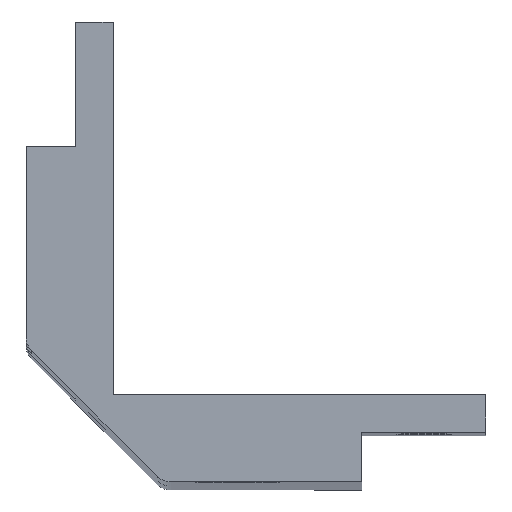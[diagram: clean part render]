
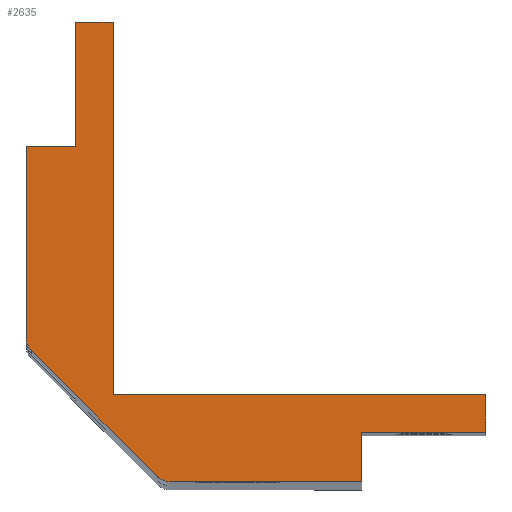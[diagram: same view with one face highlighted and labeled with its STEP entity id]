
A CAD part, top view. The second image highlights one B-rep face of the part: STEP entity #2635.
In plain terms, the highlighted planar face has unit normal (0, 0, 1).
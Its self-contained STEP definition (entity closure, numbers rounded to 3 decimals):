
#64 = EDGE_CURVE ( 'NONE', #1868, #573, #2856, .T. ) ;
#84 = CARTESIAN_POINT ( 'NONE',  ( 4., -7., 280. ) ) ;
#102 = CARTESIAN_POINT ( 'NONE',  ( -6.561, 3.561, 280. ) ) ;
#126 = CIRCLE ( 'NONE', #184, 1.5 ) ;
#159 = ORIENTED_EDGE ( 'NONE', *, *, #3242, .T. ) ;
#184 = AXIS2_PLACEMENT_3D ( 'NONE', #1616, #480, #190 ) ;
#190 = DIRECTION ( 'NONE',  ( 1., 0., 0. ) ) ;
#205 = DIRECTION ( 'NONE',  ( 0., -1., 0. ) ) ;
#243 = ORIENTED_EDGE ( 'NONE', *, *, #490, .T. ) ;
#248 = CARTESIAN_POINT ( 'NONE',  ( -3., 20., 280. ) ) ;
#328 = ORIENTED_EDGE ( 'NONE', *, *, #64, .T. ) ;
#339 = CARTESIAN_POINT ( 'NONE',  ( 20., -195.898, 280. ) ) ;
#387 = CARTESIAN_POINT ( 'NONE',  ( -195.898, 20., 280. ) ) ;
#431 = VERTEX_POINT ( 'NONE', #1523 ) ;
#458 = ORIENTED_EDGE ( 'NONE', *, *, #831, .F. ) ;
#460 = CARTESIAN_POINT ( 'NONE',  ( 30., 0., 280. ) ) ;
#480 = DIRECTION ( 'NONE',  ( 0., 0., 1. ) ) ;
#481 = AXIS2_PLACEMENT_3D ( 'NONE', #2211, #3651, #524 ) ;
#490 = EDGE_CURVE ( 'NONE', #2592, #431, #1186, .T. ) ;
#507 = CARTESIAN_POINT ( 'NONE',  ( 0., 0., 280. ) ) ;
#522 = LINE ( 'NONE', #1085, #688 ) ;
#524 = DIRECTION ( 'NONE',  ( 1., 0., 0. ) ) ;
#556 = EDGE_CURVE ( 'NONE', #3325, #2433, #126, .T. ) ;
#573 = VERTEX_POINT ( 'NONE', #1559 ) ;
#606 = DIRECTION ( 'NONE',  ( 1., 0., 0. ) ) ;
#615 = DIRECTION ( 'NONE',  ( 1., 0., 0. ) ) ;
#639 = CARTESIAN_POINT ( 'NONE',  ( 0., 0., 280. ) ) ;
#656 = LINE ( 'NONE', #84, #2707 ) ;
#658 = VECTOR ( 'NONE', #3521, 1000. ) ;
#673 = EDGE_CURVE ( 'NONE', #2732, #1717, #2168, .T. ) ;
#682 = CARTESIAN_POINT ( 'NONE',  ( 20., -3., 280. ) ) ;
#688 = VECTOR ( 'NONE', #205, 1000. ) ;
#755 = LINE ( 'NONE', #460, #3659 ) ;
#803 = CARTESIAN_POINT ( 'NONE',  ( 20., 0., 280. ) ) ;
#831 = EDGE_CURVE ( 'NONE', #3360, #573, #755, .T. ) ;
#833 = CARTESIAN_POINT ( 'NONE',  ( 4.621, -7., 280. ) ) ;
#894 = FACE_OUTER_BOUND ( 'NONE', #1030, .T. ) ;
#917 = LINE ( 'NONE', #339, #2026 ) ;
#930 = CARTESIAN_POINT ( 'NONE',  ( 0., 0., 280. ) ) ;
#945 = ORIENTED_EDGE ( 'NONE', *, *, #673, .T. ) ;
#982 = ORIENTED_EDGE ( 'NONE', *, *, #3455, .T. ) ;
#999 = VERTEX_POINT ( 'NONE', #2206 ) ;
#1002 = VECTOR ( 'NONE', #2774, 1000. ) ;
#1030 = EDGE_LOOP ( 'NONE', ( #2927, #1032, #2704, #2327, #945, #1071, #159, #328, #458, #982, #243, #1311, #1895 ) ) ;
#1032 = ORIENTED_EDGE ( 'NONE', *, *, #2865, .T. ) ;
#1051 = DIRECTION ( 'NONE',  ( 0., -1., 0. ) ) ;
#1071 = ORIENTED_EDGE ( 'NONE', *, *, #2379, .T. ) ;
#1085 = CARTESIAN_POINT ( 'NONE',  ( -7., 7., 280. ) ) ;
#1150 = CARTESIAN_POINT ( 'NONE',  ( 7., -3., 280. ) ) ;
#1178 = VECTOR ( 'NONE', #1947, 1000. ) ;
#1186 = LINE ( 'NONE', #930, #658 ) ;
#1218 = VECTOR ( 'NONE', #3017, 1000. ) ;
#1311 = ORIENTED_EDGE ( 'NONE', *, *, #3405, .F. ) ;
#1366 = EDGE_CURVE ( 'NONE', #2649, #1660, #3595, .T. ) ;
#1397 = CARTESIAN_POINT ( 'NONE',  ( -3., 30., 280. ) ) ;
#1412 = DIRECTION ( 'NONE',  ( 0.707, -0.707, 0. ) ) ;
#1523 = CARTESIAN_POINT ( 'NONE',  ( 0., 30., 280. ) ) ;
#1528 = AXIS2_PLACEMENT_3D ( 'NONE', #639, #3446, #615 ) ;
#1559 = CARTESIAN_POINT ( 'NONE',  ( 30., -3., 280. ) ) ;
#1610 = CARTESIAN_POINT ( 'NONE',  ( 3.561, -6.561, 280. ) ) ;
#1616 = CARTESIAN_POINT ( 'NONE',  ( -5.5, 4.621, 280. ) ) ;
#1660 = VERTEX_POINT ( 'NONE', #248 ) ;
#1677 = DIRECTION ( 'NONE',  ( 1., 0., 0. ) ) ;
#1717 = VERTEX_POINT ( 'NONE', #833 ) ;
#1868 = VERTEX_POINT ( 'NONE', #682 ) ;
#1888 = CARTESIAN_POINT ( 'NONE',  ( -3., 20., 280. ) ) ;
#1892 = CARTESIAN_POINT ( 'NONE',  ( 30., 0., 280. ) ) ;
#1895 = ORIENTED_EDGE ( 'NONE', *, *, #1366, .T. ) ;
#1920 = VECTOR ( 'NONE', #606, 1000. ) ;
#1947 = DIRECTION ( 'NONE',  ( -1., 0., 0. ) ) ;
#1998 = EDGE_CURVE ( 'NONE', #999, #1660, #2119, .T. ) ;
#2026 = VECTOR ( 'NONE', #3141, 1000. ) ;
#2036 = CARTESIAN_POINT ( 'NONE',  ( -3., 30., 280. ) ) ;
#2119 = LINE ( 'NONE', #387, #1218 ) ;
#2147 = EDGE_CURVE ( 'NONE', #2433, #2732, #2821, .T. ) ;
#2168 = CIRCLE ( 'NONE', #481, 1.5 ) ;
#2206 = CARTESIAN_POINT ( 'NONE',  ( -7., 20., 280. ) ) ;
#2211 = CARTESIAN_POINT ( 'NONE',  ( 4.621, -5.5, 280. ) ) ;
#2327 = ORIENTED_EDGE ( 'NONE', *, *, #2147, .T. ) ;
#2379 = EDGE_CURVE ( 'NONE', #1717, #2555, #656, .T. ) ;
#2433 = VERTEX_POINT ( 'NONE', #102 ) ;
#2461 = CARTESIAN_POINT ( 'NONE',  ( -7., 4., 280. ) ) ;
#2528 = LINE ( 'NONE', #803, #1178 ) ;
#2555 = VERTEX_POINT ( 'NONE', #2807 ) ;
#2592 = VERTEX_POINT ( 'NONE', #507 ) ;
#2635 = ADVANCED_FACE ( 'NONE', ( #894 ), #3203, .T. ) ;
#2649 = VERTEX_POINT ( 'NONE', #2036 ) ;
#2704 = ORIENTED_EDGE ( 'NONE', *, *, #556, .T. ) ;
#2707 = VECTOR ( 'NONE', #1677, 1000. ) ;
#2732 = VERTEX_POINT ( 'NONE', #1610 ) ;
#2752 = LINE ( 'NONE', #1397, #1002 ) ;
#2774 = DIRECTION ( 'NONE',  ( 1., 0., 0. ) ) ;
#2807 = CARTESIAN_POINT ( 'NONE',  ( 20., -7., 280. ) ) ;
#2821 = LINE ( 'NONE', #2461, #3606 ) ;
#2856 = LINE ( 'NONE', #1150, #1920 ) ;
#2865 = EDGE_CURVE ( 'NONE', #999, #3325, #522, .T. ) ;
#2927 = ORIENTED_EDGE ( 'NONE', *, *, #1998, .F. ) ;
#2928 = CARTESIAN_POINT ( 'NONE',  ( -7., 4.621, 280. ) ) ;
#3017 = DIRECTION ( 'NONE',  ( 1., 0., 0. ) ) ;
#3022 = DIRECTION ( 'NONE',  ( 0., -1., 0. ) ) ;
#3141 = DIRECTION ( 'NONE',  ( 0., 1., 0. ) ) ;
#3203 = PLANE ( 'NONE',  #1528 ) ;
#3242 = EDGE_CURVE ( 'NONE', #2555, #1868, #917, .T. ) ;
#3251 = VECTOR ( 'NONE', #3022, 1000. ) ;
#3325 = VERTEX_POINT ( 'NONE', #2928 ) ;
#3360 = VERTEX_POINT ( 'NONE', #1892 ) ;
#3405 = EDGE_CURVE ( 'NONE', #2649, #431, #2752, .T. ) ;
#3446 = DIRECTION ( 'NONE',  ( 0., 0., 1. ) ) ;
#3455 = EDGE_CURVE ( 'NONE', #3360, #2592, #2528, .T. ) ;
#3521 = DIRECTION ( 'NONE',  ( 0., 1., 0. ) ) ;
#3595 = LINE ( 'NONE', #1888, #3251 ) ;
#3606 = VECTOR ( 'NONE', #1412, 1000. ) ;
#3651 = DIRECTION ( 'NONE',  ( 0., 0., 1. ) ) ;
#3659 = VECTOR ( 'NONE', #1051, 1000. ) ;
